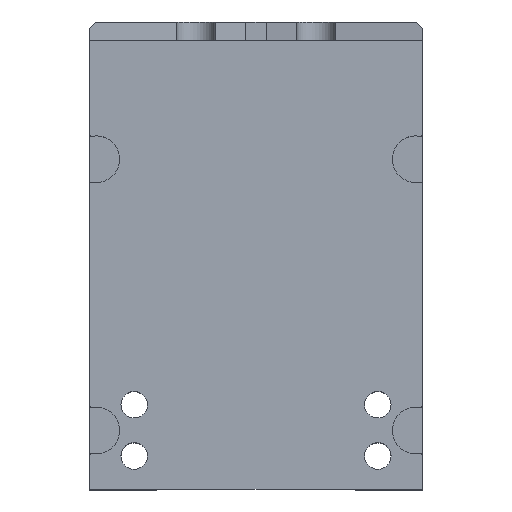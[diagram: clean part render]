
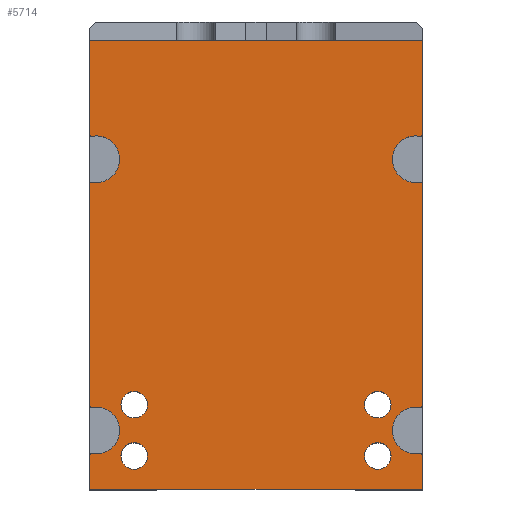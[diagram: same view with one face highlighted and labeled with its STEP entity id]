
A CAD part, top view. The second image highlights one B-rep face of the part: STEP entity #5714.
In plain terms, the highlighted planar face has unit normal (0, 0, 1).
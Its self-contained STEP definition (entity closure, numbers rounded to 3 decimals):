
#39=FACE_BOUND('',#716,.T.);
#40=FACE_BOUND('',#717,.T.);
#41=FACE_BOUND('',#718,.T.);
#42=FACE_BOUND('',#719,.T.);
#120=PLANE('',#6067);
#386=FACE_OUTER_BOUND('',#715,.T.);
#715=EDGE_LOOP('',(#4810,#4811,#4812,#4813,#4814,#4815,#4816,#4817,#4818,
#4819,#4820,#4821,#4822,#4823,#4824,#4825,#4826,#4827,#4828,#4829,#4830,
#4831,#4832,#4833));
#716=EDGE_LOOP('',(#4834));
#717=EDGE_LOOP('',(#4835));
#718=EDGE_LOOP('',(#4836));
#719=EDGE_LOOP('',(#4837));
#877=CIRCLE('',#6065,0.5);
#879=CIRCLE('',#6068,0.5);
#880=CIRCLE('',#6069,3.875);
#881=CIRCLE('',#6070,0.5);
#882=CIRCLE('',#6071,0.5);
#883=CIRCLE('',#6072,3.875);
#884=CIRCLE('',#6073,0.5);
#885=CIRCLE('',#6074,0.5);
#886=CIRCLE('',#6075,3.875);
#887=CIRCLE('',#6076,0.5);
#888=CIRCLE('',#6077,0.5);
#889=CIRCLE('',#6078,3.875);
#890=CIRCLE('',#6079,2.2);
#891=CIRCLE('',#6080,2.2);
#892=CIRCLE('',#6081,2.2);
#893=CIRCLE('',#6082,2.2);
#1400=LINE('',#13291,#1847);
#1404=LINE('',#13299,#1851);
#1408=LINE('',#13306,#1855);
#1410=LINE('',#15955,#1857);
#1414=LINE('',#15963,#1861);
#1418=LINE('',#15971,#1865);
#1580=LINE('',#17614,#2027);
#1581=LINE('',#17616,#2028);
#1582=LINE('',#17618,#2029);
#1583=LINE('',#17620,#2030);
#1584=LINE('',#17621,#2031);
#1585=LINE('',#17632,#2032);
#1847=VECTOR('',#6696,10.);
#1851=VECTOR('',#6700,10.);
#1855=VECTOR('',#6704,10.);
#1857=VECTOR('',#6716,10.);
#1861=VECTOR('',#6720,10.);
#1865=VECTOR('',#6724,10.);
#2027=VECTOR('',#7056,10.);
#2028=VECTOR('',#7057,10.);
#2029=VECTOR('',#7058,10.);
#2030=VECTOR('',#7059,10.);
#2031=VECTOR('',#7060,10.);
#2032=VECTOR('',#7073,10.);
#2445=VERTEX_POINT('',#13267);
#2456=VERTEX_POINT('',#13288);
#2457=VERTEX_POINT('',#13290);
#2460=VERTEX_POINT('',#13296);
#2461=VERTEX_POINT('',#13298);
#2464=VERTEX_POINT('',#13304);
#2467=VERTEX_POINT('',#15951);
#2469=VERTEX_POINT('',#15954);
#2472=VERTEX_POINT('',#15960);
#2473=VERTEX_POINT('',#15962);
#2476=VERTEX_POINT('',#15968);
#2477=VERTEX_POINT('',#15970);
#2600=VERTEX_POINT('',#17607);
#2602=VERTEX_POINT('',#17613);
#2603=VERTEX_POINT('',#17615);
#2604=VERTEX_POINT('',#17617);
#2605=VERTEX_POINT('',#17619);
#2606=VERTEX_POINT('',#17622);
#2607=VERTEX_POINT('',#17624);
#2608=VERTEX_POINT('',#17627);
#2609=VERTEX_POINT('',#17629);
#2610=VERTEX_POINT('',#17633);
#2611=VERTEX_POINT('',#17635);
#2612=VERTEX_POINT('',#17638);
#2613=VERTEX_POINT('',#17641);
#2614=VERTEX_POINT('',#17643);
#2615=VERTEX_POINT('',#17645);
#2616=VERTEX_POINT('',#17647);
#3148=EDGE_CURVE('',#2457,#2456,#1400,.T.);
#3152=EDGE_CURVE('',#2461,#2460,#1404,.T.);
#3156=EDGE_CURVE('',#2445,#2464,#1408,.T.);
#3178=EDGE_CURVE('',#2467,#2469,#1410,.T.);
#3182=EDGE_CURVE('',#2472,#2473,#1414,.T.);
#3186=EDGE_CURVE('',#2476,#2477,#1418,.T.);
#3371=EDGE_CURVE('',#2469,#2600,#877,.T.);
#3374=EDGE_CURVE('',#2467,#2602,#1580,.T.);
#3375=EDGE_CURVE('',#2603,#2602,#1581,.T.);
#3376=EDGE_CURVE('',#2603,#2604,#1582,.T.);
#3377=EDGE_CURVE('',#2604,#2605,#1583,.T.);
#3378=EDGE_CURVE('',#2605,#2445,#1584,.T.);
#3379=EDGE_CURVE('',#2606,#2464,#879,.T.);
#3380=EDGE_CURVE('',#2606,#2607,#880,.T.);
#3381=EDGE_CURVE('',#2461,#2607,#881,.T.);
#3382=EDGE_CURVE('',#2608,#2460,#882,.T.);
#3383=EDGE_CURVE('',#2608,#2609,#883,.T.);
#3384=EDGE_CURVE('',#2457,#2609,#884,.T.);
#3385=EDGE_CURVE('',#2456,#2477,#1585,.T.);
#3386=EDGE_CURVE('',#2610,#2476,#885,.T.);
#3387=EDGE_CURVE('',#2610,#2611,#886,.T.);
#3388=EDGE_CURVE('',#2473,#2611,#887,.T.);
#3389=EDGE_CURVE('',#2612,#2472,#888,.T.);
#3390=EDGE_CURVE('',#2612,#2600,#889,.T.);
#3391=EDGE_CURVE('',#2613,#2613,#890,.T.);
#3392=EDGE_CURVE('',#2614,#2614,#891,.T.);
#3393=EDGE_CURVE('',#2615,#2615,#892,.T.);
#3394=EDGE_CURVE('',#2616,#2616,#893,.T.);
#4810=ORIENTED_EDGE('',*,*,#3371,.F.);
#4811=ORIENTED_EDGE('',*,*,#3178,.F.);
#4812=ORIENTED_EDGE('',*,*,#3374,.T.);
#4813=ORIENTED_EDGE('',*,*,#3375,.F.);
#4814=ORIENTED_EDGE('',*,*,#3376,.T.);
#4815=ORIENTED_EDGE('',*,*,#3377,.T.);
#4816=ORIENTED_EDGE('',*,*,#3378,.T.);
#4817=ORIENTED_EDGE('',*,*,#3156,.T.);
#4818=ORIENTED_EDGE('',*,*,#3379,.F.);
#4819=ORIENTED_EDGE('',*,*,#3380,.T.);
#4820=ORIENTED_EDGE('',*,*,#3381,.F.);
#4821=ORIENTED_EDGE('',*,*,#3152,.T.);
#4822=ORIENTED_EDGE('',*,*,#3382,.F.);
#4823=ORIENTED_EDGE('',*,*,#3383,.T.);
#4824=ORIENTED_EDGE('',*,*,#3384,.F.);
#4825=ORIENTED_EDGE('',*,*,#3148,.T.);
#4826=ORIENTED_EDGE('',*,*,#3385,.T.);
#4827=ORIENTED_EDGE('',*,*,#3186,.F.);
#4828=ORIENTED_EDGE('',*,*,#3386,.F.);
#4829=ORIENTED_EDGE('',*,*,#3387,.T.);
#4830=ORIENTED_EDGE('',*,*,#3388,.F.);
#4831=ORIENTED_EDGE('',*,*,#3182,.F.);
#4832=ORIENTED_EDGE('',*,*,#3389,.F.);
#4833=ORIENTED_EDGE('',*,*,#3390,.T.);
#4834=ORIENTED_EDGE('',*,*,#3391,.T.);
#4835=ORIENTED_EDGE('',*,*,#3392,.T.);
#4836=ORIENTED_EDGE('',*,*,#3393,.T.);
#4837=ORIENTED_EDGE('',*,*,#3394,.T.);
#5714=ADVANCED_FACE('',(#386,#39,#40,#41,#42),#120,.T.);
#6065=AXIS2_PLACEMENT_3D('',#17608,#7049,#7050);
#6067=AXIS2_PLACEMENT_3D('',#17612,#7054,#7055);
#6068=AXIS2_PLACEMENT_3D('',#17623,#7061,#7062);
#6069=AXIS2_PLACEMENT_3D('',#17625,#7063,#7064);
#6070=AXIS2_PLACEMENT_3D('',#17626,#7065,#7066);
#6071=AXIS2_PLACEMENT_3D('',#17628,#7067,#7068);
#6072=AXIS2_PLACEMENT_3D('',#17630,#7069,#7070);
#6073=AXIS2_PLACEMENT_3D('',#17631,#7071,#7072);
#6074=AXIS2_PLACEMENT_3D('',#17634,#7074,#7075);
#6075=AXIS2_PLACEMENT_3D('',#17636,#7076,#7077);
#6076=AXIS2_PLACEMENT_3D('',#17637,#7078,#7079);
#6077=AXIS2_PLACEMENT_3D('',#17639,#7080,#7081);
#6078=AXIS2_PLACEMENT_3D('',#17640,#7082,#7083);
#6079=AXIS2_PLACEMENT_3D('',#17642,#7084,#7085);
#6080=AXIS2_PLACEMENT_3D('',#17644,#7086,#7087);
#6081=AXIS2_PLACEMENT_3D('',#17646,#7088,#7089);
#6082=AXIS2_PLACEMENT_3D('',#17648,#7090,#7091);
#6696=DIRECTION('',(0.,1.,0.));
#6700=DIRECTION('',(0.,1.,0.));
#6704=DIRECTION('',(0.,1.,0.));
#6716=DIRECTION('',(0.,1.,0.));
#6720=DIRECTION('',(0.,1.,0.));
#6724=DIRECTION('',(0.,1.,0.));
#7049=DIRECTION('center_axis',(0.,0.,-1.));
#7050=DIRECTION('ref_axis',(-0.648,0.762,0.));
#7054=DIRECTION('center_axis',(0.,0.,1.));
#7055=DIRECTION('ref_axis',(1.,0.,0.));
#7056=DIRECTION('',(1.,0.,0.));
#7057=DIRECTION('',(0.,-1.,0.));
#7058=DIRECTION('',(1.,0.,0.));
#7059=DIRECTION('',(0.,-1.,0.));
#7060=DIRECTION('',(1.,0.,0.));
#7061=DIRECTION('center_axis',(0.,0.,-1.));
#7062=DIRECTION('ref_axis',(0.648,0.762,0.));
#7063=DIRECTION('center_axis',(0.,0.,-1.));
#7064=DIRECTION('ref_axis',(-1.,0.,0.));
#7065=DIRECTION('center_axis',(0.,0.,-1.));
#7066=DIRECTION('ref_axis',(0.648,-0.762,0.));
#7067=DIRECTION('center_axis',(0.,0.,-1.));
#7068=DIRECTION('ref_axis',(0.648,0.762,0.));
#7069=DIRECTION('center_axis',(0.,0.,-1.));
#7070=DIRECTION('ref_axis',(-1.,0.,0.));
#7071=DIRECTION('center_axis',(0.,0.,-1.));
#7072=DIRECTION('ref_axis',(0.648,-0.762,0.));
#7073=DIRECTION('',(-1.,0.,0.));
#7074=DIRECTION('center_axis',(0.,0.,-1.));
#7075=DIRECTION('ref_axis',(-0.648,-0.762,0.));
#7076=DIRECTION('center_axis',(0.,0.,-1.));
#7077=DIRECTION('ref_axis',(-1.,0.,0.));
#7078=DIRECTION('center_axis',(0.,0.,-1.));
#7079=DIRECTION('ref_axis',(-0.648,0.762,0.));
#7080=DIRECTION('center_axis',(0.,0.,-1.));
#7081=DIRECTION('ref_axis',(-0.648,-0.762,0.));
#7082=DIRECTION('center_axis',(0.,0.,-1.));
#7083=DIRECTION('ref_axis',(-1.,0.,0.));
#7084=DIRECTION('center_axis',(0.,0.,-1.));
#7085=DIRECTION('ref_axis',(-1.,0.,0.));
#7086=DIRECTION('center_axis',(0.,0.,-1.));
#7087=DIRECTION('ref_axis',(-1.,0.,0.));
#7088=DIRECTION('center_axis',(0.,0.,-1.));
#7089=DIRECTION('ref_axis',(-1.,0.,0.));
#7090=DIRECTION('center_axis',(0.,0.,-1.));
#7091=DIRECTION('ref_axis',(-1.,0.,0.));
#13267=CARTESIAN_POINT('',(157.4,194.914,543.72));
#13288=CARTESIAN_POINT('',(157.4,269.514,543.72));
#13290=CARTESIAN_POINT('',(157.4,254.067,543.72));
#13291=CARTESIAN_POINT('',(157.4,195.014,543.72));
#13296=CARTESIAN_POINT('',(157.4,245.429,543.72));
#13298=CARTESIAN_POINT('',(157.4,209.067,543.72));
#13299=CARTESIAN_POINT('',(157.4,195.014,543.72));
#13304=CARTESIAN_POINT('',(157.4,200.429,543.72));
#13306=CARTESIAN_POINT('',(157.4,195.014,543.72));
#15951=CARTESIAN_POINT('',(102.,194.914,543.72));
#15954=CARTESIAN_POINT('',(102.,200.429,543.72));
#15955=CARTESIAN_POINT('',(102.,218.014,543.72));
#15960=CARTESIAN_POINT('',(102.,209.067,543.72));
#15962=CARTESIAN_POINT('',(102.,245.429,543.72));
#15963=CARTESIAN_POINT('',(102.,218.014,543.72));
#15968=CARTESIAN_POINT('',(102.,254.067,543.72));
#15970=CARTESIAN_POINT('',(102.,269.514,543.72));
#15971=CARTESIAN_POINT('',(102.,218.014,543.72));
#17607=CARTESIAN_POINT('',(102.58,200.923,543.72));
#17608=CARTESIAN_POINT('Origin',(102.5,200.429,543.72));
#17612=CARTESIAN_POINT('Origin',(102.,195.014,543.72));
#17613=CARTESIAN_POINT('',(113.25,194.914,543.72));
#17614=CARTESIAN_POINT('',(138.848,194.914,543.72));
#17615=CARTESIAN_POINT('',(113.25,195.014,543.72));
#17616=CARTESIAN_POINT('',(113.25,195.014,543.72));
#17617=CARTESIAN_POINT('',(146.15,195.014,543.72));
#17618=CARTESIAN_POINT('',(145.9,195.014,543.72));
#17619=CARTESIAN_POINT('',(146.15,194.914,543.72));
#17620=CARTESIAN_POINT('',(146.15,195.014,543.72));
#17621=CARTESIAN_POINT('',(138.848,194.914,543.72));
#17622=CARTESIAN_POINT('',(156.82,200.923,543.72));
#17623=CARTESIAN_POINT('Origin',(156.9,200.429,543.72));
#17624=CARTESIAN_POINT('',(156.82,208.573,543.72));
#17625=CARTESIAN_POINT('Origin',(156.2,204.748,543.72));
#17626=CARTESIAN_POINT('Origin',(156.9,209.067,543.72));
#17627=CARTESIAN_POINT('',(156.82,245.923,543.72));
#17628=CARTESIAN_POINT('Origin',(156.9,245.429,543.72));
#17629=CARTESIAN_POINT('',(156.82,253.573,543.72));
#17630=CARTESIAN_POINT('Origin',(156.2,249.748,543.72));
#17631=CARTESIAN_POINT('Origin',(156.9,254.067,543.72));
#17632=CARTESIAN_POINT('',(115.85,269.514,543.72));
#17633=CARTESIAN_POINT('',(102.58,253.573,543.72));
#17634=CARTESIAN_POINT('Origin',(102.5,254.067,543.72));
#17635=CARTESIAN_POINT('',(102.58,245.923,543.72));
#17636=CARTESIAN_POINT('Origin',(103.2,249.748,543.72));
#17637=CARTESIAN_POINT('Origin',(102.5,245.429,543.72));
#17638=CARTESIAN_POINT('',(102.58,208.573,543.72));
#17639=CARTESIAN_POINT('Origin',(102.5,209.067,543.72));
#17640=CARTESIAN_POINT('Origin',(103.2,204.748,543.72));
#17641=CARTESIAN_POINT('',(111.7,200.514,543.72));
#17642=CARTESIAN_POINT('Origin',(109.5,200.514,543.72));
#17643=CARTESIAN_POINT('',(152.1,209.014,543.72));
#17644=CARTESIAN_POINT('Origin',(149.9,209.014,543.72));
#17645=CARTESIAN_POINT('',(111.7,209.014,543.72));
#17646=CARTESIAN_POINT('Origin',(109.5,209.014,543.72));
#17647=CARTESIAN_POINT('',(152.1,200.514,543.72));
#17648=CARTESIAN_POINT('Origin',(149.9,200.514,543.72));
